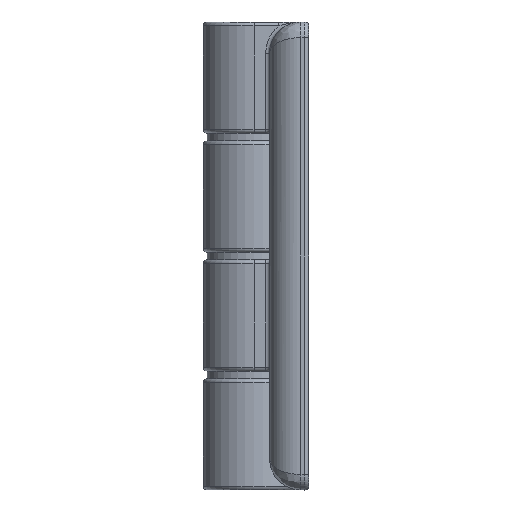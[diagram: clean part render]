
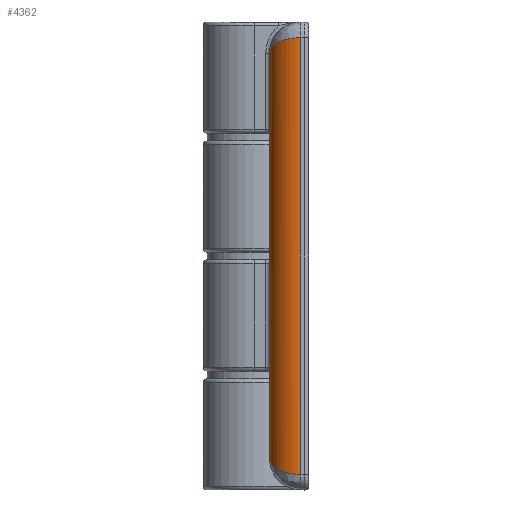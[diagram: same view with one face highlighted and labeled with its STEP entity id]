
A CAD part, left-side view. The second image highlights one B-rep face of the part: STEP entity #4362.
In plain terms, the highlighted cylindrical face has radius 4 mm (diameter 8 mm), a partial arc.
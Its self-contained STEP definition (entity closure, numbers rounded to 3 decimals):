
#121=B_SPLINE_CURVE_WITH_KNOTS('',3,(#8243,#8244,#8245,#8246,#8247,#8248,
#8249,#8250,#8251,#8252,#8253,#8254,#8255,#8256,#8257,#8258,#8259,#8260,
#8261,#8262,#8263,#8264,#8265,#8266,#8267,#8268,#8269,#8270,#8271,#8272,
#8273,#8274,#8275,#8276,#8277,#8278,#8279,#8280,#8281,#8282,#8283,#8284,
#8285,#8286,#8287,#8288),.UNSPECIFIED.,.F.,.F.,(4,3,3,3,3,3,3,3,3,3,3,3,
3,3,3,4),(0.,0.125,0.127,0.25,0.255,0.375,0.382,
0.5,0.509,0.625,0.637,0.75,0.764,0.875,
0.891,1.),.UNSPECIFIED.);
#130=B_SPLINE_CURVE_WITH_KNOTS('',3,(#8620,#8621,#8622,#8623,#8624,#8625,
#8626,#8627,#8628,#8629,#8630,#8631,#8632,#8633,#8634,#8635,#8636,#8637,
#8638,#8639,#8640,#8641,#8642,#8643,#8644,#8645,#8646,#8647,#8648,#8649,
#8650,#8651,#8652,#8653,#8654,#8655,#8656,#8657,#8658,#8659,#8660,#8661,
#8662,#8663,#8664,#8665),.UNSPECIFIED.,.F.,.F.,(4,3,3,3,3,3,3,3,3,3,3,3,
3,3,3,4),(0.,0.109,0.125,0.236,0.25,0.363,
0.375,0.491,0.5,0.618,0.625,0.745,0.75,
0.873,0.875,1.),.UNSPECIFIED.);
#229=LINE('',#6586,#487);
#460=LINE('',#8315,#718);
#487=VECTOR('',#5074,52.);
#718=VECTOR('',#6401,56.);
#849=CYLINDRICAL_SURFACE('',#4966,4.);
#1132=FACE_OUTER_BOUND('',#1434,.T.);
#1434=EDGE_LOOP('',(#3995,#3996,#3997,#3998));
#1804=VERTEX_POINT('',#6583);
#1805=VERTEX_POINT('',#6585);
#2113=VERTEX_POINT('',#8233);
#2117=VERTEX_POINT('',#8314);
#2171=EDGE_CURVE('',#1804,#1805,#229,.T.);
#2725=EDGE_CURVE('',#1805,#2113,#121,.T.);
#2734=EDGE_CURVE('',#2117,#2113,#460,.T.);
#2752=EDGE_CURVE('',#2117,#1804,#130,.T.);
#3995=ORIENTED_EDGE('',*,*,#2734,.T.);
#3996=ORIENTED_EDGE('',*,*,#2725,.F.);
#3997=ORIENTED_EDGE('',*,*,#2171,.F.);
#3998=ORIENTED_EDGE('',*,*,#2752,.F.);
#4362=ADVANCED_FACE('',(#1132),#849,.T.);
#4966=AXIS2_PLACEMENT_3D('',#8666,#6430,#6431);
#5074=DIRECTION('',(0.,-1.,0.));
#6401=DIRECTION('',(0.,-1.,0.));
#6430=DIRECTION('center_axis',(0.,-1.,0.));
#6431=DIRECTION('ref_axis',(0.,0.,-1.));
#6583=CARTESIAN_POINT('',(31.,26.,2.));
#6585=CARTESIAN_POINT('',(31.,-26.,2.));
#6586=CARTESIAN_POINT('',(31.,26.,2.));
#8233=CARTESIAN_POINT('',(35.,-28.,6.));
#8243=CARTESIAN_POINT('Ctrl Pts',(31.,-26.,2.));
#8244=CARTESIAN_POINT('Ctrl Pts',(31.273,-26.137,2.));
#8245=CARTESIAN_POINT('Ctrl Pts',(31.546,-26.273,2.028));
#8246=CARTESIAN_POINT('Ctrl Pts',(31.816,-26.408,2.084));
#8247=CARTESIAN_POINT('Ctrl Pts',(31.821,-26.411,2.085));
#8248=CARTESIAN_POINT('Ctrl Pts',(31.826,-26.413,2.086));
#8249=CARTESIAN_POINT('Ctrl Pts',(31.831,-26.416,2.087));
#8250=CARTESIAN_POINT('Ctrl Pts',(32.096,-26.548,2.144));
#8251=CARTESIAN_POINT('Ctrl Pts',(32.359,-26.679,2.228));
#8252=CARTESIAN_POINT('Ctrl Pts',(32.607,-26.803,2.337));
#8253=CARTESIAN_POINT('Ctrl Pts',(32.616,-26.808,2.341));
#8254=CARTESIAN_POINT('Ctrl Pts',(32.626,-26.813,2.345));
#8255=CARTESIAN_POINT('Ctrl Pts',(32.635,-26.818,2.349));
#8256=CARTESIAN_POINT('Ctrl Pts',(32.877,-26.939,2.458));
#8257=CARTESIAN_POINT('Ctrl Pts',(33.106,-27.053,2.589));
#8258=CARTESIAN_POINT('Ctrl Pts',(33.318,-27.159,2.74));
#8259=CARTESIAN_POINT('Ctrl Pts',(33.33,-27.165,2.749));
#8260=CARTESIAN_POINT('Ctrl Pts',(33.342,-27.171,2.757));
#8261=CARTESIAN_POINT('Ctrl Pts',(33.354,-27.177,2.766));
#8262=CARTESIAN_POINT('Ctrl Pts',(33.56,-27.28,2.916));
#8263=CARTESIAN_POINT('Ctrl Pts',(33.748,-27.374,3.083));
#8264=CARTESIAN_POINT('Ctrl Pts',(33.917,-27.459,3.264));
#8265=CARTESIAN_POINT('Ctrl Pts',(33.931,-27.465,3.278));
#8266=CARTESIAN_POINT('Ctrl Pts',(33.944,-27.472,3.292));
#8267=CARTESIAN_POINT('Ctrl Pts',(33.958,-27.479,3.307));
#8268=CARTESIAN_POINT('Ctrl Pts',(34.121,-27.56,3.486));
#8269=CARTESIAN_POINT('Ctrl Pts',(34.265,-27.633,3.678));
#8270=CARTESIAN_POINT('Ctrl Pts',(34.391,-27.695,3.878));
#8271=CARTESIAN_POINT('Ctrl Pts',(34.403,-27.702,3.898));
#8272=CARTESIAN_POINT('Ctrl Pts',(34.416,-27.708,3.919));
#8273=CARTESIAN_POINT('Ctrl Pts',(34.428,-27.714,3.939));
#8274=CARTESIAN_POINT('Ctrl Pts',(34.547,-27.774,4.137));
#8275=CARTESIAN_POINT('Ctrl Pts',(34.648,-27.824,4.343));
#8276=CARTESIAN_POINT('Ctrl Pts',(34.729,-27.865,4.554));
#8277=CARTESIAN_POINT('Ctrl Pts',(34.74,-27.87,4.58));
#8278=CARTESIAN_POINT('Ctrl Pts',(34.75,-27.875,4.607));
#8279=CARTESIAN_POINT('Ctrl Pts',(34.759,-27.88,4.633));
#8280=CARTESIAN_POINT('Ctrl Pts',(34.835,-27.917,4.841));
#8281=CARTESIAN_POINT('Ctrl Pts',(34.893,-27.946,5.054));
#8282=CARTESIAN_POINT('Ctrl Pts',(34.933,-27.966,5.269));
#8283=CARTESIAN_POINT('Ctrl Pts',(34.939,-27.969,5.301));
#8284=CARTESIAN_POINT('Ctrl Pts',(34.944,-27.972,5.333));
#8285=CARTESIAN_POINT('Ctrl Pts',(34.949,-27.975,5.365));
#8286=CARTESIAN_POINT('Ctrl Pts',(34.983,-27.992,5.576));
#8287=CARTESIAN_POINT('Ctrl Pts',(35.,-28.,5.789));
#8288=CARTESIAN_POINT('Ctrl Pts',(35.,-28.,6.));
#8314=CARTESIAN_POINT('',(35.,28.,6.));
#8315=CARTESIAN_POINT('',(35.,28.,6.));
#8620=CARTESIAN_POINT('Ctrl Pts',(35.,28.,6.));
#8621=CARTESIAN_POINT('Ctrl Pts',(35.,28.,5.789));
#8622=CARTESIAN_POINT('Ctrl Pts',(34.983,27.992,5.576));
#8623=CARTESIAN_POINT('Ctrl Pts',(34.949,27.975,5.365));
#8624=CARTESIAN_POINT('Ctrl Pts',(34.944,27.972,5.333));
#8625=CARTESIAN_POINT('Ctrl Pts',(34.939,27.969,5.301));
#8626=CARTESIAN_POINT('Ctrl Pts',(34.933,27.966,5.269));
#8627=CARTESIAN_POINT('Ctrl Pts',(34.893,27.946,5.054));
#8628=CARTESIAN_POINT('Ctrl Pts',(34.835,27.917,4.841));
#8629=CARTESIAN_POINT('Ctrl Pts',(34.759,27.88,4.633));
#8630=CARTESIAN_POINT('Ctrl Pts',(34.749,27.875,4.606));
#8631=CARTESIAN_POINT('Ctrl Pts',(34.74,27.87,4.58));
#8632=CARTESIAN_POINT('Ctrl Pts',(34.729,27.865,4.554));
#8633=CARTESIAN_POINT('Ctrl Pts',(34.647,27.824,4.342));
#8634=CARTESIAN_POINT('Ctrl Pts',(34.547,27.773,4.136));
#8635=CARTESIAN_POINT('Ctrl Pts',(34.428,27.714,3.939));
#8636=CARTESIAN_POINT('Ctrl Pts',(34.416,27.708,3.918));
#8637=CARTESIAN_POINT('Ctrl Pts',(34.403,27.701,3.898));
#8638=CARTESIAN_POINT('Ctrl Pts',(34.39,27.695,3.877));
#8639=CARTESIAN_POINT('Ctrl Pts',(34.265,27.632,3.677));
#8640=CARTESIAN_POINT('Ctrl Pts',(34.12,27.56,3.485));
#8641=CARTESIAN_POINT('Ctrl Pts',(33.957,27.479,3.306));
#8642=CARTESIAN_POINT('Ctrl Pts',(33.944,27.472,3.292));
#8643=CARTESIAN_POINT('Ctrl Pts',(33.93,27.465,3.277));
#8644=CARTESIAN_POINT('Ctrl Pts',(33.917,27.458,3.263));
#8645=CARTESIAN_POINT('Ctrl Pts',(33.747,27.374,3.082));
#8646=CARTESIAN_POINT('Ctrl Pts',(33.559,27.279,2.915));
#8647=CARTESIAN_POINT('Ctrl Pts',(33.354,27.177,2.766));
#8648=CARTESIAN_POINT('Ctrl Pts',(33.341,27.171,2.757));
#8649=CARTESIAN_POINT('Ctrl Pts',(33.329,27.164,2.748));
#8650=CARTESIAN_POINT('Ctrl Pts',(33.317,27.158,2.739));
#8651=CARTESIAN_POINT('Ctrl Pts',(33.105,27.053,2.589));
#8652=CARTESIAN_POINT('Ctrl Pts',(32.876,26.938,2.457));
#8653=CARTESIAN_POINT('Ctrl Pts',(32.634,26.817,2.349));
#8654=CARTESIAN_POINT('Ctrl Pts',(32.624,26.812,2.345));
#8655=CARTESIAN_POINT('Ctrl Pts',(32.615,26.808,2.341));
#8656=CARTESIAN_POINT('Ctrl Pts',(32.606,26.803,2.336));
#8657=CARTESIAN_POINT('Ctrl Pts',(32.357,26.679,2.228));
#8658=CARTESIAN_POINT('Ctrl Pts',(32.095,26.547,2.143));
#8659=CARTESIAN_POINT('Ctrl Pts',(31.83,26.415,2.087));
#8660=CARTESIAN_POINT('Ctrl Pts',(31.825,26.412,2.086));
#8661=CARTESIAN_POINT('Ctrl Pts',(31.82,26.41,2.085));
#8662=CARTESIAN_POINT('Ctrl Pts',(31.815,26.407,2.084));
#8663=CARTESIAN_POINT('Ctrl Pts',(31.545,26.273,2.028));
#8664=CARTESIAN_POINT('Ctrl Pts',(31.272,26.137,2.));
#8665=CARTESIAN_POINT('Ctrl Pts',(31.,26.,2.));
#8666=CARTESIAN_POINT('Origin',(31.,108.216,6.));
